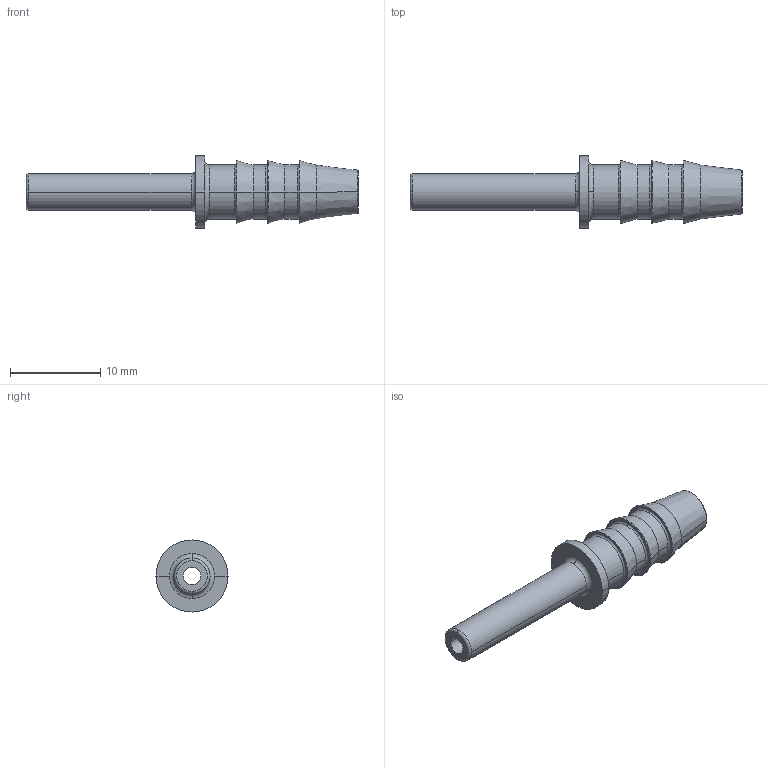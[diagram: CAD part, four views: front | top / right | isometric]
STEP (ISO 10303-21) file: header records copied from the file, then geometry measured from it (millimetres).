
FILE_DESCRIPTION(('STEP AP214'),'1');
FILE_NAME('3122_04_05.stp','2016-07-07T14:58:05',('TraceParts'),('TraceParts S.A.'),'Spatial InterOp 3D',' ',' ');
FILE_SCHEMA(('automotive_design'));
Length unit declared in the file: millimetre
Products named in the file (1): 1
Bounding box: 36.8 x 8 x 8 mm (x, y, z)
Volume: 483.8 mm3; surface area: 1034.1 mm2
Topology: 1 solids, 1 shells, 51 faces, 128 edges, 80 vertices
Faces by surface type: cone 24, torus 14, cylinder 10, plane 3
Entity records: 1587 total; most frequent: DIRECTION 326, CARTESIAN_POINT 260, ORIENTED_EDGE 256, AXIS2_PLACEMENT_3D 146, EDGE_CURVE 128, CIRCLE 94, VERTEX_POINT 80, EDGE_LOOP 54
